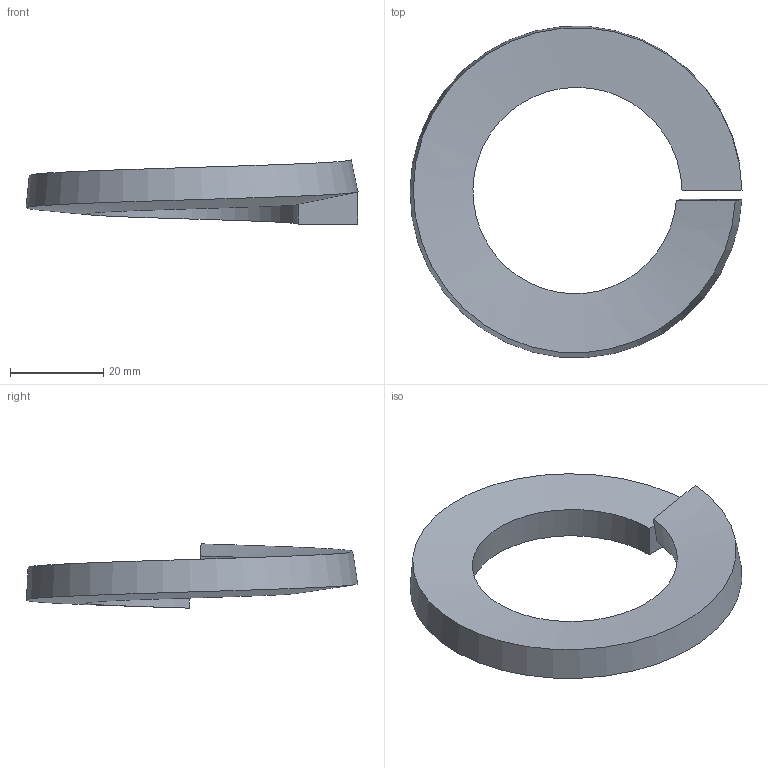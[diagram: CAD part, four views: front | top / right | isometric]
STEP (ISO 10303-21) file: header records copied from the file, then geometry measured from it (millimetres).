
FILE_DESCRIPTION(('FreeCAD Model'),'2;1');
FILE_NAME('DIN127_CLASS_B_M45GrowerWasher.step', '2015-10-02T20:07:40',('Author'),(''), 'Open CASCADE STEP processor 6.8','FreeCAD','Unknown');
FILE_SCHEMA(('AUTOMOTIVE_DESIGN_CC2 { 1 2 10303 214 -1 1 5 4 }'));
Length unit declared in the file: millimetre
Products named in the file (1): Cut
Bounding box: 71.19 x 71.03 x 13.78 mm (x, y, z)
Volume: 16109.8 mm3; surface area: 7292.5 mm2
Topology: 1 solids, 1 shells, 6 faces, 12 edges, 8 vertices
Faces by surface type: bspline 4, plane 2
Entity records: 2857 total; most frequent: CARTESIAN_POINT 2651, B_SPLINE_CURVE_WITH_KNOTS 32, ORIENTED_EDGE 24, PCURVE 24, DEFINITIONAL_REPRESENTATION 24, EDGE_CURVE 12, SURFACE_CURVE 12, DIRECTION 10
